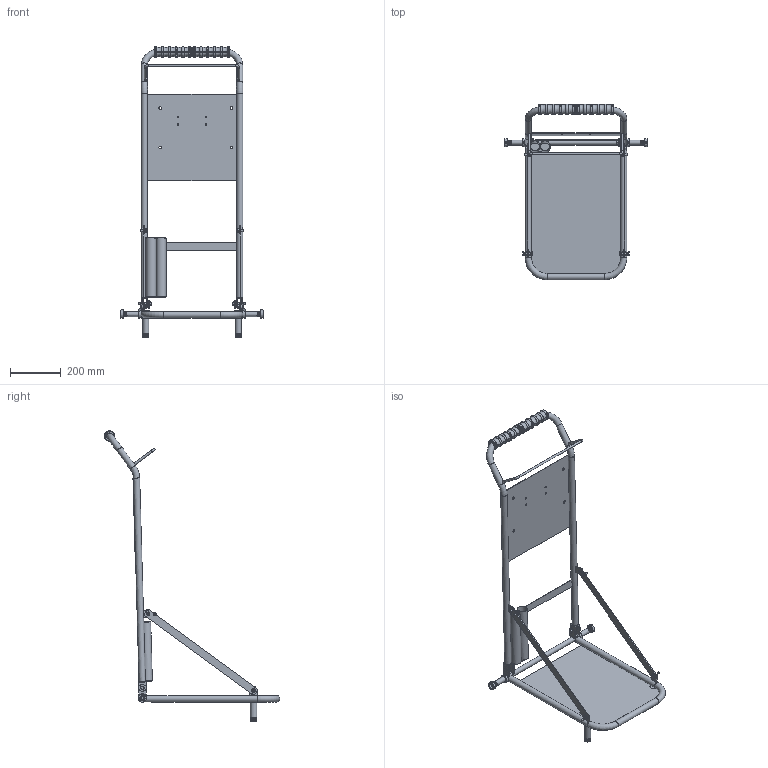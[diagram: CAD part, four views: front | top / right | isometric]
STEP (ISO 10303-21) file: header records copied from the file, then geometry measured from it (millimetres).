
FILE_DESCRIPTION(/* description */ ('Unknown'),/* implementation_level */ '2;1');
FILE_NAME(/* name */ '710000163389',/* time_stamp */ '2022-05-03T16:34:28+02:00',/* author */ ('Unknown'),/* organization */ ('Unknown'),/* preprocessor_version */ 'ST-DEVELOPER v18.102',/* originating_system */ 'Solid Edge',/* authorisation */ 'Unknown');
FILE_SCHEMA (('AUTOMOTIVE_DESIGN {1 0 10303 214 3 1 1}'));
Length unit declared in the file: millimetre
Products named in the file (36): 71000016338_Fahrwagen_Injektor_S___-_00347923; 712000014_Wagen_Chemie_kpl.___-_00347095; 712000013_Wagen_Chemie_gebeizt___-_00347090; 712000012_Wagen_Chemie_geschwe___-_00346991; 710101313_U-Bügel_für_Wagen_Ch___-_00346987; 71000053003_Edelstahlblech_1.430___-_00325721; 712000020_Achse_Fahrwagen_550___-_00346974; 710101402_Achse_Fahrwagen_20x1___-_00346805; 710400045_Lenkerhalter_Kränzle___-_00331167; 710101489_Halter_30x3x32mm_VA___-_00331198; 710101399_Rohr_25x1_5x75mm_Füß___-_00346801; 710100397_Rad_grau_160_mm_f黵___-_00347122; -_00347123; 710101335_Stellring_VA_32x10x2___-_00327053; 710101055_Lamellenstopfen_20mm___-_00329055; 710101065_Lamellenstopfen_25mm___-_00329053; 710101498_Gewindestift_M8x8_mi___-_00320232; 712000017_Lenker_Wagen_Chemie___-_00347891; 712000016_Lenker_Wagen_Chemie___-_00347888; 712000015_Lenker_Wagen_Chemie___-_00347795; 710101314_Lenker_aus_Rohr_25x1___-_00347569; 710101326_Halter_30x3x95mm_VA___-_00331185; 710101315_U-Bügel_aus_8mm__Run___-_00346795; 710101398_Halter_Lenker_Strebe___-_00346592; 710101400_Rohr_40x1x235mm_Lanz___-_00346798; 710400083_Lanzenhalter_30x3x78___-_00346720; 710101488_Edelstahlblech_Fahrw___-_00325629; 710101023_Handgriff_Kunststoff___-_00329081; 710101023_Handgriff_Kunststoff___-_00329079; 710101171_Zylinderschraube_M3x___-_00320083; 710101172_Sechskantmutter_M3_D___-_00320245; 27448_710101401_Flügelmutter_M8_Edel___-_00347922; 710101396_Halter_30x3x540mm_VA___-_00331196; 710101046_Sechskantschraube_M8___-_00319201; 710101403_Sechskantschr._M8x40___-_00319140; 710101053_Mutter_selbstsichern___-_00286796
Assembly tree (80 placements, depth 6):
  71000016338_Fahrwagen_Injektor_S___-_00347923
    712000014_Wagen_Chemie_kpl.___-_00347095
      712000013_Wagen_Chemie_gebeizt___-_00347090
        712000012_Wagen_Chemie_geschwe___-_00346991
          710101313_U-Bügel_für_Wagen_Ch___-_00346987
          71000053003_Edelstahlblech_1.430___-_00325721
          712000020_Achse_Fahrwagen_550___-_00346974
            710101402_Achse_Fahrwagen_20x1___-_00346805
            710400045_Lenkerhalter_Kränzle___-_00331167  x2
          710101489_Halter_30x3x32mm_VA___-_00331198  x2
          710101399_Rohr_25x1_5x75mm_Füß___-_00346801  x2
      710100397_Rad_grau_160_mm_f黵___-_00347122  x2
        -_00347123
      710101335_Stellring_VA_32x10x2___-_00327053  x4
      710101055_Lamellenstopfen_20mm___-_00329055  x2
      710101065_Lamellenstopfen_25mm___-_00329053  x2
      710101498_Gewindestift_M8x8_mi___-_00320232  x4
    712000017_Lenker_Wagen_Chemie___-_00347891
      712000016_Lenker_Wagen_Chemie___-_00347888
        712000015_Lenker_Wagen_Chemie___-_00347795
          710101314_Lenker_aus_Rohr_25x1___-_00347569
          710101326_Halter_30x3x95mm_VA___-_00331185  x2
          710101315_U-Bügel_aus_8mm__Run___-_00346795
          710101398_Halter_Lenker_Strebe___-_00346592
          710101400_Rohr_40x1x235mm_Lanz___-_00346798  x2
          710400083_Lanzenhalter_30x3x78___-_00346720
          710101489_Halter_30x3x32mm_VA___-_00331198  x2
          710101488_Edelstahlblech_Fahrw___-_00325629
      710101023_Handgriff_Kunststoff___-_00329081  x2
        710101023_Handgriff_Kunststoff___-_00329079
      710101171_Zylinderschraube_M3x___-_00320083  x10
      710101172_Sechskantmutter_M3_D___-_00320245  x10
    27448_710101401_Flügelmutter_M8_Edel___-_00347922  x2
    710101396_Halter_30x3x540mm_VA___-_00331196  x2
    710101046_Sechskantschraube_M8___-_00319201  x4
    710101403_Sechskantschr._M8x40___-_00319140  x2
    710101053_Mutter_selbstsichern___-_00286796  x4
Bounding box: 560 x 689.48 x 1142.38 mm (x, y, z)
Volume: 1434062.9 mm3; surface area: 1624468.5 mm2
Topology: 70 solids, 70 shells, 1235 faces, 2782 edges, 1773 vertices
Faces by surface type: plane 524, cylinder 303, cone 284, torus 124
Full cylindrical faces by diameter (mm): 2.459 x10, 3 x20, 3.2 x24, 3.5 x2, 5.5 x10, 5.8 x24, 6.5 x4, 6.647 x10, 8 x19, 9 x20, 10.5 x4, 10.8 x2, 11.63 x6, 13.2 x6, 13.3 x2, 15.7 x2, 17 x1, 18.1 x2, 18.8 x6, 19.7 x2, 20 x1, 20.5 x4, 21.8 x4, 22 x10, 24.8 x2, 25 x10, 31.9 x4, 38 x2, 40 x2
Entity records: 11356 total; most frequent: CARTESIAN_POINT 2170, DIRECTION 1808, ORIENTED_EDGE 1340, AXIS2_PLACEMENT_3D 783, EDGE_CURVE 670, FACE_BOUND 622, EDGE_LOOP 620, VERTEX_POINT 512
